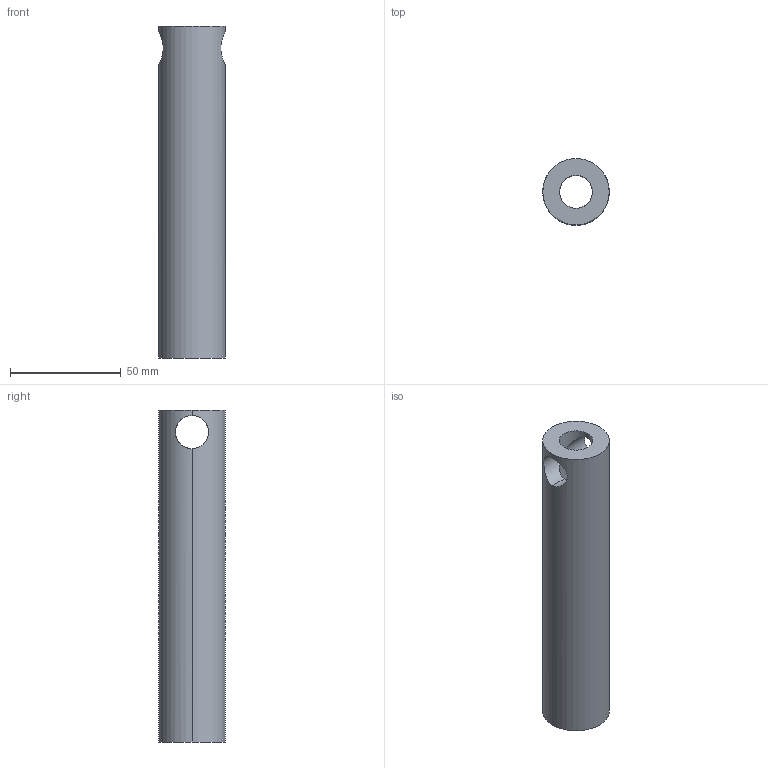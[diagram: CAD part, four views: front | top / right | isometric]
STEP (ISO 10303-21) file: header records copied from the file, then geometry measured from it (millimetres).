
FILE_DESCRIPTION (( 'STEP AP203' ), '1' );
FILE_NAME ('cylinder_Default_sldprt.STEP', '2016-02-10T16:26:26', ( '' ), ( '' ), 'SwSTEP 2.0', 'SolidWorks 2014', '' );
FILE_SCHEMA (( 'CONFIG_CONTROL_DESIGN' ));
Length unit declared in the file: centimetre
Products named in the file (1): cylinder_Default_sldprt
Bounding box: 30 x 30 x 150 mm (x, y, z)
Volume: 76641.3 mm3; surface area: 22321.1 mm2
Topology: 1 solids, 1 shells, 12 faces, 32 edges, 18 vertices
Faces by surface type: cylinder 10, plane 2
Entity records: 623 total; most frequent: CARTESIAN_POINT 265, ORIENTED_EDGE 64, DIRECTION 54, EDGE_CURVE 32, AXIS2_PLACEMENT_3D 21, VERTEX_POINT 18, EDGE_LOOP 14, LINE 12
